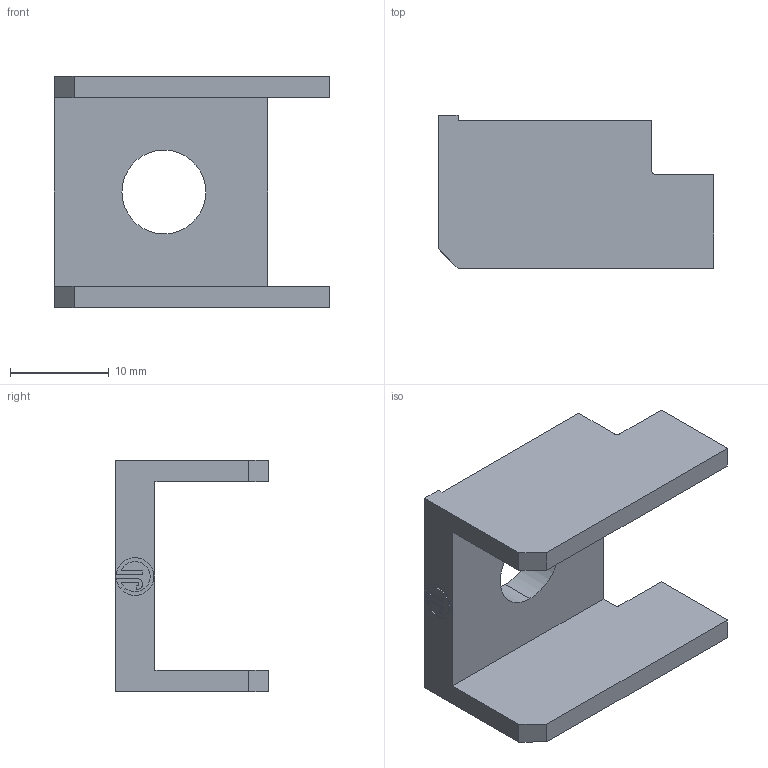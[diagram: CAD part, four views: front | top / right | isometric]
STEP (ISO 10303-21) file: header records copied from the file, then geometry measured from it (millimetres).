
FILE_DESCRIPTION (( 'STEP AP214' ), '1' );
FILE_NAME ('6991YK.STEP', '2021-10-25T07:43:58', ( '' ), ( '' ), 'SwSTEP 2.0', 'SolidWorks 2016', '' );
FILE_SCHEMA (( 'AUTOMOTIVE_DESIGN' ));
Length unit declared in the file: millimetre
Products named in the file (2): 6991YK
Bounding box: 27.9 x 15.5 x 23.5 mm (x, y, z)
Volume: 2948.6 mm3; surface area: 2715.4 mm2
Topology: 1 solids, 1 shells, 42 faces, 114 edges, 76 vertices
Faces by surface type: plane 28, cylinder 14
Entity records: 1401 total; most frequent: CARTESIAN_POINT 234, DIRECTION 230, ORIENTED_EDGE 228, EDGE_CURVE 114, VECTOR 86, LINE 86, VERTEX_POINT 76, AXIS2_PLACEMENT_3D 72
